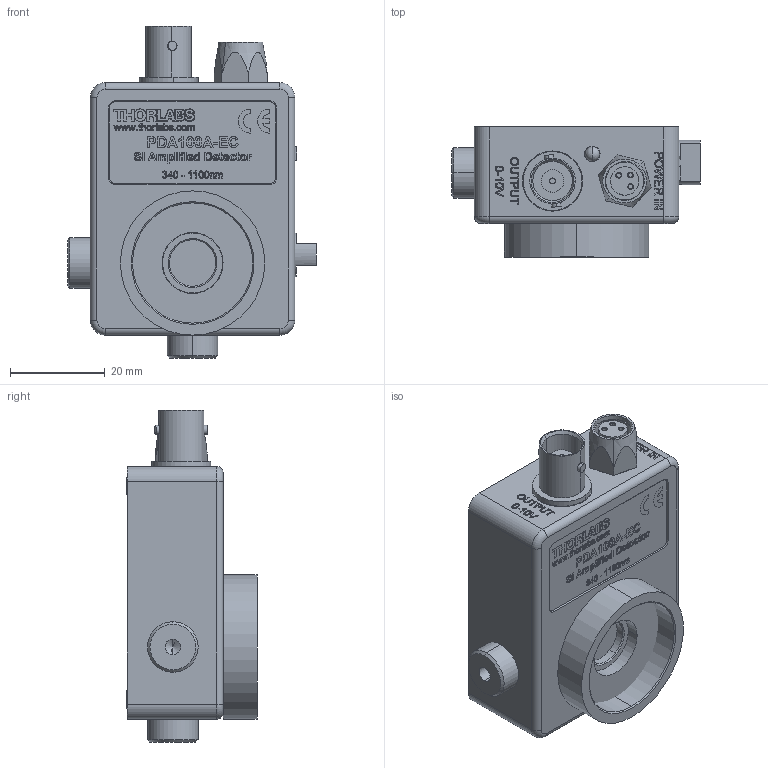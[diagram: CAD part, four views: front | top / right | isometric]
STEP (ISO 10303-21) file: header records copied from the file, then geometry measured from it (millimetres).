
FILE_DESCRIPTION (( 'STEP AP214' ), '1' );
FILE_NAME ('14027-E0W.STEP', '2012-09-27T16:37:39', ( 'Admin' ), ( '' ), 'SwSTEP 2.0', 'SolidWorks 2011', '' );
FILE_SCHEMA (( 'AUTOMOTIVE_DESIGN' ));
Length unit declared in the file: millimetre
Products named in the file (1): 14027-E0W
Bounding box: 52.58 x 27.47 x 70.12 mm (x, y, z)
Volume: 25448.8 mm3; surface area: 29896 mm2
Topology: 48 solids, 48 shells, 3458 faces, 8760 edges, 5495 vertices
Faces by surface type: plane 1697, cylinder 837, bspline 796, cone 112, torus 14, sphere 2
Entity records: 178569 total; most frequent: CARTESIAN_POINT 62206, ORIENTED_EDGE 17192, DIRECTION 13833, EDGE_CURVE 8596, VERTEX_POINT 5495, VECTOR 5437, LINE 5437, AXIS2_PLACEMENT_3D 4198
